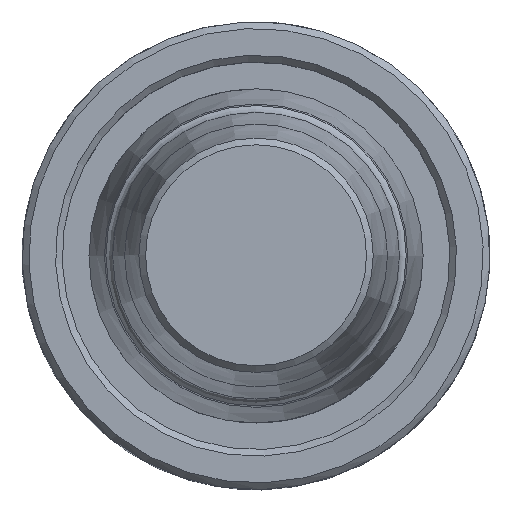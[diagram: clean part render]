
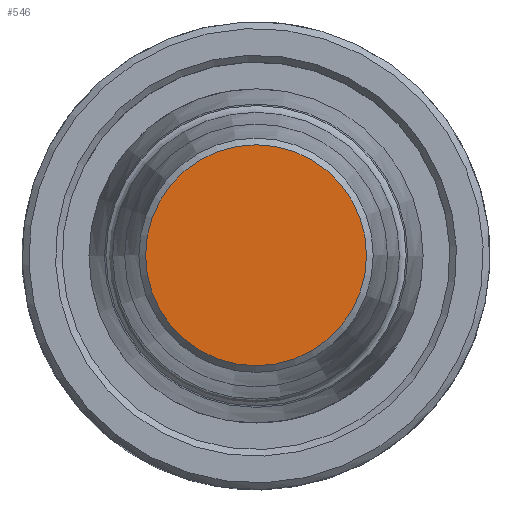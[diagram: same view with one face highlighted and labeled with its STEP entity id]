
A CAD part, top view. The second image highlights one B-rep face of the part: STEP entity #546.
In plain terms, the highlighted planar face has unit normal (0, 0, 1).
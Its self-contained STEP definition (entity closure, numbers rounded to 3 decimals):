
#92=PLANE('',#1874);
#391=FACE_OUTER_BOUND('',#755,.T.);
#546=ADVANCED_FACE('',(#391),#92,.T.);
#755=EDGE_LOOP('',(#1221));
#1221=ORIENTED_EDGE('',*,*,#1624,.T.);
#1391=VERTEX_POINT('',#3857);
#1624=EDGE_CURVE('',#1391,#1391,#1694,.T.);
#1694=CIRCLE('',#1873,8.264);
#1873=AXIS2_PLACEMENT_3D('',#3856,#2278,#2279);
#1874=AXIS2_PLACEMENT_3D('',#3858,#2280,#2281);
#2278=DIRECTION('',(0.,0.,1.));
#2279=DIRECTION('',(0.,-1.,0.));
#2280=DIRECTION('',(0.,0.,1.));
#2281=DIRECTION('',(0.,1.,0.));
#3856=CARTESIAN_POINT('',(0.,0.,18.86));
#3857=CARTESIAN_POINT('',(0.,-8.264,18.86));
#3858=CARTESIAN_POINT('',(10.,-11.,18.86));
